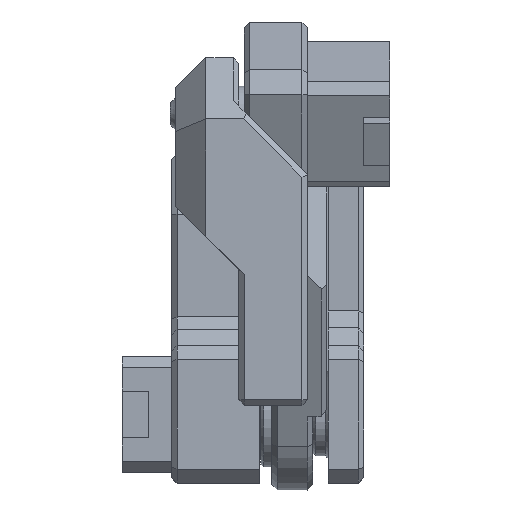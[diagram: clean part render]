
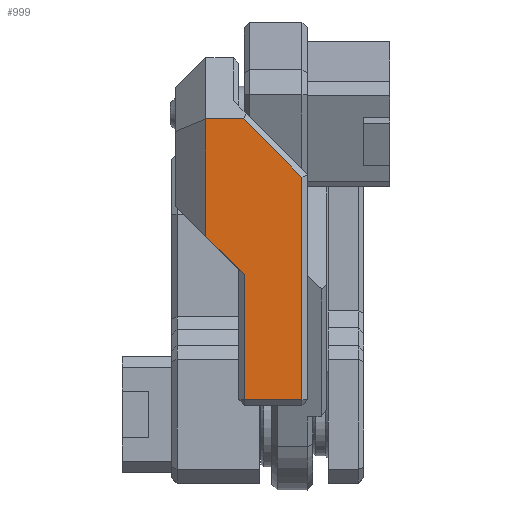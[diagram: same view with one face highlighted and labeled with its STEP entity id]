
A CAD part, top view. The second image highlights one B-rep face of the part: STEP entity #999.
In plain terms, the highlighted planar face has unit normal (0, 0, 1).
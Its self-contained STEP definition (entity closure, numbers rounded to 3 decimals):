
#604=CARTESIAN_POINT('',(12.685,78.217,142.946));
#605=VERTEX_POINT('',#604);
#606=CARTESIAN_POINT('',(-1.155,78.217,142.946));
#607=VERTEX_POINT('',#606);
#608=CARTESIAN_POINT('',(12.685,78.217,142.946));
#609=DIRECTION('',(-1.,0.,-0.));
#610=VECTOR('',#609,13.841);
#611=LINE('',#608,#610);
#612=EDGE_CURVE('',#605,#607,#611,.T.);
#660=CARTESIAN_POINT('',(-1.155,35.489,142.946));
#661=VERTEX_POINT('',#660);
#662=CARTESIAN_POINT('',(12.845,21.489,142.946));
#663=VERTEX_POINT('',#662);
#664=CARTESIAN_POINT('',(-1.155,35.489,142.946));
#665=DIRECTION('',(0.707,-0.707,0.));
#666=VECTOR('',#665,19.799);
#667=LINE('',#664,#666);
#668=EDGE_CURVE('',#661,#663,#667,.T.);
#954=CARTESIAN_POINT('',(-9.155,18.745,142.946));
#955=DIRECTION('',(0.,-0.,-1.));
#956=DIRECTION('',(0.,1.,-0.));
#957=AXIS2_PLACEMENT_3D('',#954,#955,#956);
#958=PLANE('',#957);
#959=ORIENTED_EDGE('',*,*,#668,.T.);
#960=CARTESIAN_POINT('',(12.845,-24.041,142.946));
#961=VERTEX_POINT('',#960);
#962=CARTESIAN_POINT('',(12.845,21.489,142.946));
#963=DIRECTION('',(-0.,-1.,0.));
#964=VECTOR('',#963,45.53);
#965=LINE('',#962,#964);
#966=EDGE_CURVE('',#663,#961,#965,.T.);
#967=ORIENTED_EDGE('',*,*,#966,.T.);
#968=CARTESIAN_POINT('',(33.845,-24.041,142.946));
#969=VERTEX_POINT('',#968);
#970=CARTESIAN_POINT('',(12.845,-24.041,142.946));
#971=DIRECTION('',(1.,-0.,0.));
#972=VECTOR('',#971,21.);
#973=LINE('',#970,#972);
#974=EDGE_CURVE('',#961,#969,#973,.T.);
#975=ORIENTED_EDGE('',*,*,#974,.T.);
#976=CARTESIAN_POINT('',(33.845,57.058,142.946));
#977=VERTEX_POINT('',#976);
#978=CARTESIAN_POINT('',(33.845,-24.041,142.946));
#979=DIRECTION('',(0.,1.,-0.));
#980=VECTOR('',#979,81.099);
#981=LINE('',#978,#980);
#982=EDGE_CURVE('',#969,#977,#981,.T.);
#983=ORIENTED_EDGE('',*,*,#982,.T.);
#984=CARTESIAN_POINT('',(33.845,57.058,142.946));
#985=DIRECTION('',(-0.707,0.707,-0.));
#986=VECTOR('',#985,29.924);
#987=LINE('',#984,#986);
#988=EDGE_CURVE('',#977,#605,#987,.T.);
#989=ORIENTED_EDGE('',*,*,#988,.T.);
#990=ORIENTED_EDGE('',*,*,#612,.T.);
#991=CARTESIAN_POINT('',(-1.155,78.217,142.946));
#992=DIRECTION('',(-0.,-1.,0.));
#993=VECTOR('',#992,42.728);
#994=LINE('',#991,#993);
#995=EDGE_CURVE('',#607,#661,#994,.T.);
#996=ORIENTED_EDGE('',*,*,#995,.T.);
#997=EDGE_LOOP('',(#959,#967,#975,#983,#989,#990,#996));
#998=FACE_BOUND('',#997,.T.);
#999=ADVANCED_FACE('',(#998),#958,.F.);
